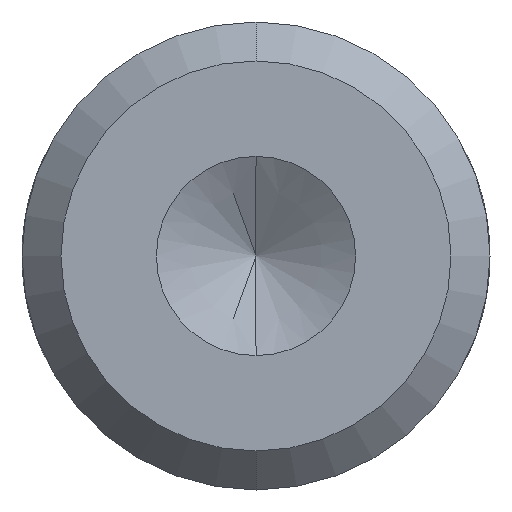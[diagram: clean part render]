
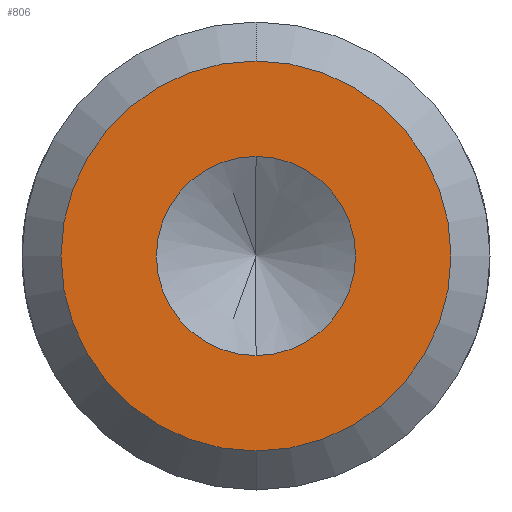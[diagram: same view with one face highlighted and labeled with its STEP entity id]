
A CAD part, front view. The second image highlights one B-rep face of the part: STEP entity #806.
In plain terms, the highlighted planar face has unit normal (0, -1, 0).
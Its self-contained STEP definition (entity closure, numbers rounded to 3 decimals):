
#25 = VERTEX_POINT ( 'NONE', #508 ) ;
#59 = CARTESIAN_POINT ( 'NONE',  ( 0., 0., 0. ) ) ;
#72 = FACE_OUTER_BOUND ( 'NONE', #205, .T. ) ;
#99 = CARTESIAN_POINT ( 'NONE',  ( 0., 0., 0. ) ) ;
#100 = CARTESIAN_POINT ( 'NONE',  ( 0., 0., 0. ) ) ;
#142 = DIRECTION ( 'NONE',  ( 0., -1., 0. ) ) ;
#158 = CIRCLE ( 'NONE', #1014, 2.553 ) ;
#168 = EDGE_CURVE ( 'NONE', #25, #333, #839, .T. ) ;
#177 = DIRECTION ( 'NONE',  ( 0., 0., -1. ) ) ;
#205 = EDGE_LOOP ( 'NONE', ( #593, #816 ) ) ;
#214 = AXIS2_PLACEMENT_3D ( 'NONE', #99, #643, #177 ) ;
#219 = DIRECTION ( 'NONE',  ( 0., 0., -1. ) ) ;
#319 = FACE_BOUND ( 'NONE', #934, .T. ) ;
#331 = DIRECTION ( 'NONE',  ( 0., -1., 0. ) ) ;
#333 = VERTEX_POINT ( 'NONE', #537 ) ;
#344 = AXIS2_PLACEMENT_3D ( 'NONE', #354, #670, #219 ) ;
#349 = DIRECTION ( 'NONE',  ( 0., 1., 0. ) ) ;
#354 = CARTESIAN_POINT ( 'NONE',  ( 0., 0., 0. ) ) ;
#369 = AXIS2_PLACEMENT_3D ( 'NONE', #100, #331, #881 ) ;
#454 = ORIENTED_EDGE ( 'NONE', *, *, #923, .F. ) ;
#495 = CARTESIAN_POINT ( 'NONE',  ( 0., 0., 0. ) ) ;
#508 = CARTESIAN_POINT ( 'NONE',  ( 0., 0., 5. ) ) ;
#530 = VERTEX_POINT ( 'NONE', #903 ) ;
#537 = CARTESIAN_POINT ( 'NONE',  ( 0., 0., -5. ) ) ;
#554 = PLANE ( 'NONE',  #987 ) ;
#593 = ORIENTED_EDGE ( 'NONE', *, *, #168, .T. ) ;
#636 = EDGE_CURVE ( 'NONE', #952, #530, #158, .T. ) ;
#638 = CIRCLE ( 'NONE', #344, 2.553 ) ;
#643 = DIRECTION ( 'NONE',  ( 0., -1., 0. ) ) ;
#663 = DIRECTION ( 'NONE',  ( 0., 0., -1. ) ) ;
#670 = DIRECTION ( 'NONE',  ( 0., -1., 0. ) ) ;
#683 = CIRCLE ( 'NONE', #369, 5. ) ;
#716 = ORIENTED_EDGE ( 'NONE', *, *, #636, .F. ) ;
#761 = EDGE_CURVE ( 'NONE', #333, #25, #683, .T. ) ;
#764 = CARTESIAN_POINT ( 'NONE',  ( 0., 0., -2.553 ) ) ;
#806 = ADVANCED_FACE ( 'NONE', ( #319, #72 ), #554, .F. ) ;
#816 = ORIENTED_EDGE ( 'NONE', *, *, #761, .T. ) ;
#839 = CIRCLE ( 'NONE', #214, 5. ) ;
#881 = DIRECTION ( 'NONE',  ( 0., 0., -1. ) ) ;
#903 = CARTESIAN_POINT ( 'NONE',  ( 0., 0., 2.553 ) ) ;
#906 = DIRECTION ( 'NONE',  ( 0., 0., 1. ) ) ;
#923 = EDGE_CURVE ( 'NONE', #530, #952, #638, .T. ) ;
#934 = EDGE_LOOP ( 'NONE', ( #716, #454 ) ) ;
#952 = VERTEX_POINT ( 'NONE', #764 ) ;
#987 = AXIS2_PLACEMENT_3D ( 'NONE', #495, #349, #906 ) ;
#1014 = AXIS2_PLACEMENT_3D ( 'NONE', #59, #142, #663 ) ;
